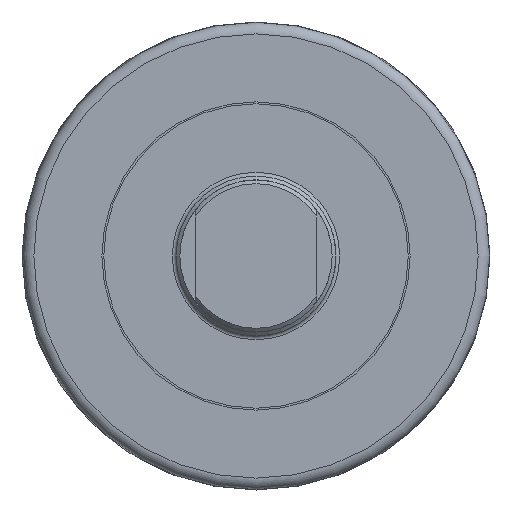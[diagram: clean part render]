
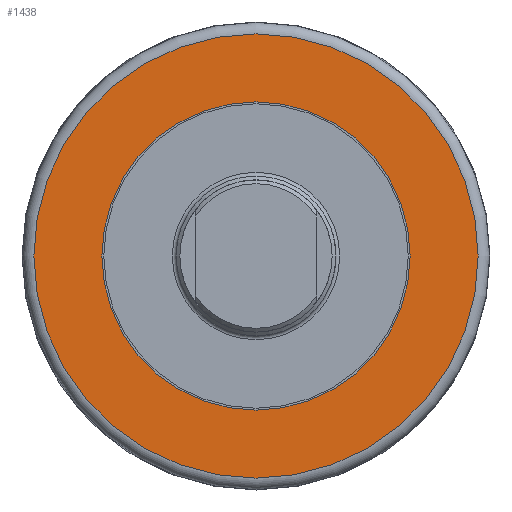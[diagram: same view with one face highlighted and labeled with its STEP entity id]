
A CAD part, left-side view. The second image highlights one B-rep face of the part: STEP entity #1438.
In plain terms, the highlighted planar face has unit normal (-1, 0, 0).
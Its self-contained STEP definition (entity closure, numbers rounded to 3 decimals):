
#231=FACE_BOUND('',#381,.T.);
#249=PLANE('',#1577);
#299=FACE_OUTER_BOUND('',#380,.T.);
#380=EDGE_LOOP('',(#1007,#1008));
#381=EDGE_LOOP('',(#1009,#1010));
#480=CIRCLE('',#1555,40.5);
#481=CIRCLE('',#1556,40.5);
#496=CIRCLE('',#1575,58.38);
#497=CIRCLE('',#1576,58.38);
#586=VERTEX_POINT('',#2214);
#587=VERTEX_POINT('',#2216);
#599=VERTEX_POINT('',#2276);
#600=VERTEX_POINT('',#2278);
#743=EDGE_CURVE('',#587,#586,#480,.T.);
#744=EDGE_CURVE('',#586,#587,#481,.T.);
#761=EDGE_CURVE('',#599,#600,#496,.T.);
#762=EDGE_CURVE('',#600,#599,#497,.T.);
#1007=ORIENTED_EDGE('',*,*,#762,.F.);
#1008=ORIENTED_EDGE('',*,*,#761,.F.);
#1009=ORIENTED_EDGE('',*,*,#743,.T.);
#1010=ORIENTED_EDGE('',*,*,#744,.T.);
#1438=ADVANCED_FACE('',(#299,#231),#249,.T.);
#1555=AXIS2_PLACEMENT_3D('',#2217,#1779,#1780);
#1556=AXIS2_PLACEMENT_3D('',#2218,#1781,#1782);
#1575=AXIS2_PLACEMENT_3D('',#2279,#1821,#1822);
#1576=AXIS2_PLACEMENT_3D('',#2280,#1823,#1824);
#1577=AXIS2_PLACEMENT_3D('',#2281,#1825,#1826);
#1779=DIRECTION('center_axis',(1.,0.,0.));
#1780=DIRECTION('ref_axis',(0.,-1.,0.));
#1781=DIRECTION('center_axis',(1.,0.,0.));
#1782=DIRECTION('ref_axis',(0.,-1.,0.));
#1821=DIRECTION('center_axis',(1.,0.,0.));
#1822=DIRECTION('ref_axis',(0.,-1.,0.));
#1823=DIRECTION('center_axis',(1.,0.,0.));
#1824=DIRECTION('ref_axis',(0.,-1.,0.));
#1825=DIRECTION('center_axis',(-1.,0.,0.));
#1826=DIRECTION('ref_axis',(0.,0.,1.));
#2214=CARTESIAN_POINT('',(68.434,26.707,0.));
#2216=CARTESIAN_POINT('',(68.434,-54.293,0.));
#2217=CARTESIAN_POINT('Origin',(68.434,-13.793,0.));
#2218=CARTESIAN_POINT('Origin',(68.434,-13.793,0.));
#2276=CARTESIAN_POINT('',(68.434,-13.793,58.38));
#2278=CARTESIAN_POINT('',(68.434,44.587,0.));
#2279=CARTESIAN_POINT('Origin',(68.434,-13.793,0.));
#2280=CARTESIAN_POINT('Origin',(68.434,-13.793,0.));
#2281=CARTESIAN_POINT('Origin',(68.434,39.247,0.));
